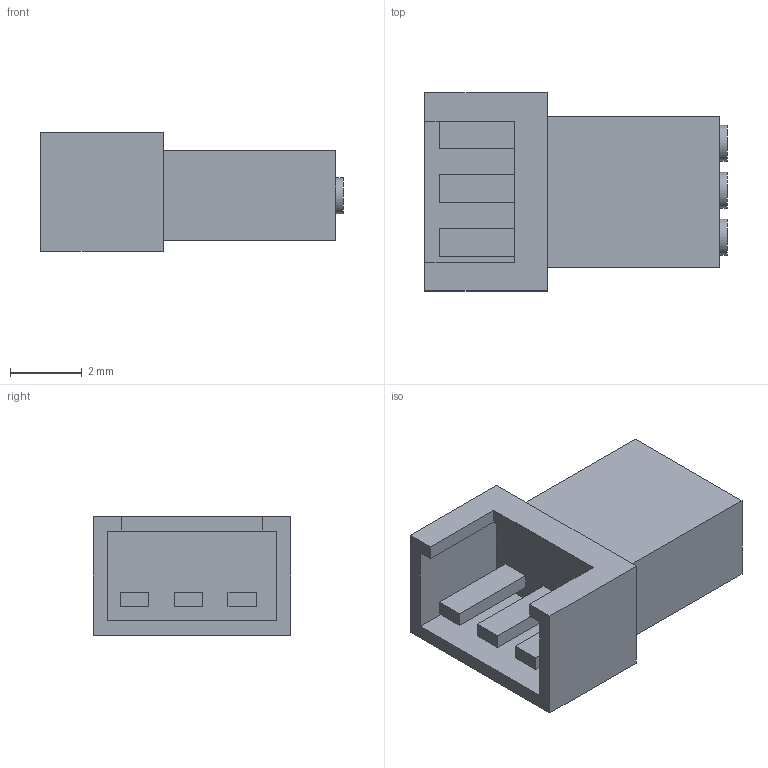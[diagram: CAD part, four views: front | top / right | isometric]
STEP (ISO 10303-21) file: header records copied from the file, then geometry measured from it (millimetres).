
FILE_DESCRIPTION(/* description */ (''),/* implementation_level */ '2;1');
FILE_NAME(/* name */ '3 pin JST 1.25mm connector male v2.step',/* time_stamp */ '2021-08-10T12:55:09+03:00',/* author */ (''),/* organization */ (''),/* preprocessor_version */ 'ST-DEVELOPER v18.1',/* originating_system */ 'Autodesk Translation Framework v10.9.0.1377',/* authorisation */ '');
FILE_SCHEMA (('AUTOMOTIVE_DESIGN { 1 0 10303 214 3 1 1 }'));
Length unit declared in the file: millimetre
Products named in the file (2): 3 pin JST 1.25mm connector male; connector male
Assembly tree (1 placements, depth 2):
  3 pin JST 1.25mm connector male
    connector male
Bounding box: 8.4 x 5.5 x 3.3 mm (x, y, z)
Volume: 75.9 mm3; surface area: 213.4 mm2
Topology: 7 solids, 7 shells, 46 faces, 93 edges, 62 vertices
Faces by surface type: plane 43, cylinder 3
Full cylindrical faces by diameter (mm): 1 x3
Entity records: 1265 total; most frequent: CARTESIAN_POINT 204, DIRECTION 197, ORIENTED_EDGE 186, EDGE_CURVE 93, LINE 87, VECTOR 87, VERTEX_POINT 62, AXIS2_PLACEMENT_3D 55
